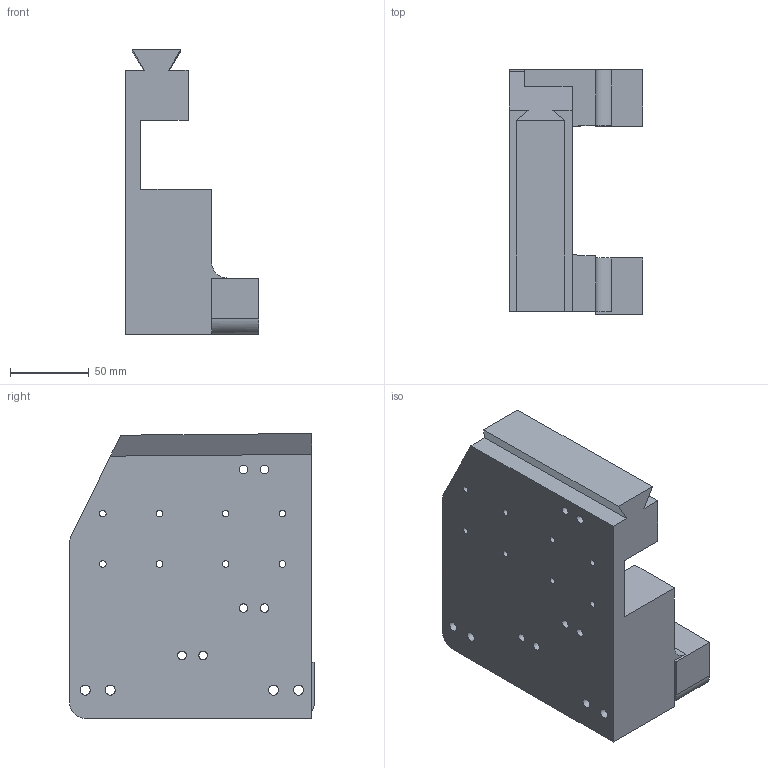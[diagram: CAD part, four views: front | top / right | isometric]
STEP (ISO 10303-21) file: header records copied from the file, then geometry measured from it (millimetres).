
FILE_DESCRIPTION(/* description */ (''),/* implementation_level */ '2;1');
FILE_NAME(/* name */ 'left x wall bottom v1.step',/* time_stamp */ '2025-08-05T14:37:12-07:00',/* author */ (''),/* organization */ (''),/* preprocessor_version */ 'ST-DEVELOPER v20.1',/* originating_system */ 'Autodesk Translation Framework v14.10.0.0',/* authorisation */ '');
FILE_SCHEMA (('AUTOMOTIVE_DESIGN { 1 0 10303 214 3 1 1 }'));
Length unit declared in the file: inch
Products named in the file (2): left x wall bottom; Component1(Mirror)(Mirror) (2)(Mirror)
Assembly tree (1 placements, depth 2):
  left x wall bottom
    Component1(Mirror)(Mirror) (2)(Mirror)
Bounding box: 85 x 155.25 x 180.77 mm (x, y, z)
Volume: 805719.4 mm3; surface area: 113616.8 mm2
Topology: 1 solids, 1 shells, 64 faces, 182 edges, 121 vertices
Faces by surface type: plane 39, cylinder 25
Full cylindrical faces by diameter (mm): 4.2 x8, 5.5 x6, 6.3 x4
Entity records: 2304 total; most frequent: CARTESIAN_POINT 468, ORIENTED_EDGE 364, DIRECTION 361, EDGE_CURVE 182, LINE 129, VECTOR 129, VERTEX_POINT 121, AXIS2_PLACEMENT_3D 116
